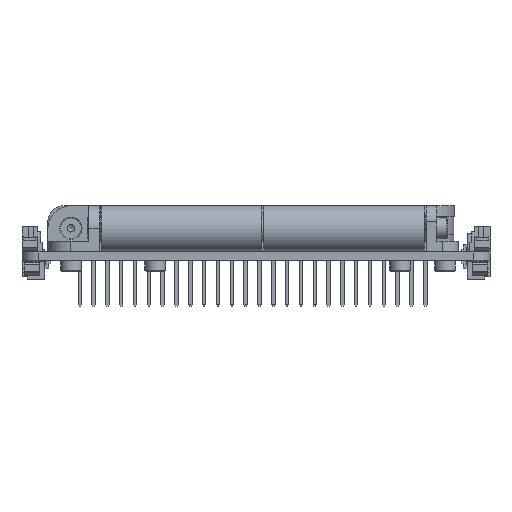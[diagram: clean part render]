
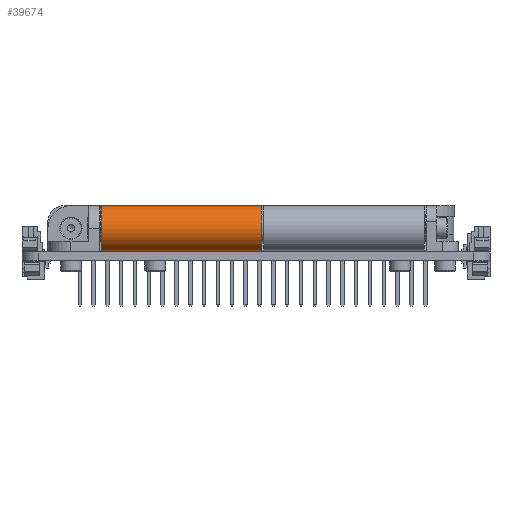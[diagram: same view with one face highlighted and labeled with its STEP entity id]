
A CAD part, front view. The second image highlights one B-rep face of the part: STEP entity #39674.
In plain terms, the highlighted cylindrical face has radius 4.243 mm (diameter 8.486 mm), a full revolution.
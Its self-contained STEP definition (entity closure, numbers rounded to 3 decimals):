
#2962=FACE_OUTER_BOUND('',#5337,.T.);
#5337=EDGE_LOOP('',(#29229,#29230,#29231,#29232));
#7711=LINE('',#56723,#12887);
#12887=VECTOR('',#46355,4.243);
#18103=CIRCLE('',#42615,4.243);
#18104=CIRCLE('',#42616,4.243);
#18699=VERTEX_POINT('',#56720);
#18700=VERTEX_POINT('',#56722);
#22753=EDGE_CURVE('',#18699,#18699,#18103,.T.);
#22754=EDGE_CURVE('',#18699,#18700,#7711,.T.);
#22755=EDGE_CURVE('',#18700,#18700,#18104,.T.);
#29229=ORIENTED_EDGE('',*,*,#22753,.F.);
#29230=ORIENTED_EDGE('',*,*,#22754,.T.);
#29231=ORIENTED_EDGE('',*,*,#22755,.F.);
#29232=ORIENTED_EDGE('',*,*,#22754,.F.);
#39306=CYLINDRICAL_SURFACE('',#42614,4.243);
#39674=ADVANCED_FACE('',(#2962),#39306,.T.);
#42614=AXIS2_PLACEMENT_3D('',#56719,#46351,#46352);
#42615=AXIS2_PLACEMENT_3D('',#56721,#46353,#46354);
#42616=AXIS2_PLACEMENT_3D('',#56724,#46356,#46357);
#46351=DIRECTION('center_axis',(0.,1.,0.));
#46352=DIRECTION('ref_axis',(1.,0.,0.));
#46353=DIRECTION('center_axis',(0.,1.,0.));
#46354=DIRECTION('ref_axis',(1.,0.,0.));
#46355=DIRECTION('',(0.,-1.,0.));
#46356=DIRECTION('center_axis',(0.,-1.,0.));
#46357=DIRECTION('ref_axis',(1.,0.,0.));
#56719=CARTESIAN_POINT('Origin',(0.,0.,0.));
#56720=CARTESIAN_POINT('',(-4.243,29.559,0.));
#56721=CARTESIAN_POINT('Origin',(0.,29.559,0.));
#56722=CARTESIAN_POINT('',(-4.243,0.,0.));
#56723=CARTESIAN_POINT('',(-4.243,0.,0.));
#56724=CARTESIAN_POINT('Origin',(0.,0.,0.));
